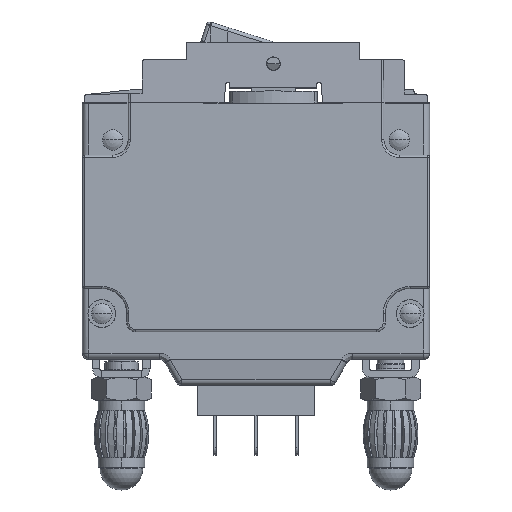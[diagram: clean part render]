
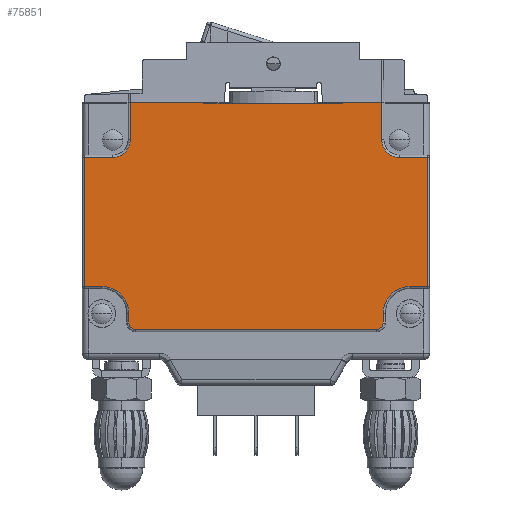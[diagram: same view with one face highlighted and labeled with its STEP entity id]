
A CAD part, top view. The second image highlights one B-rep face of the part: STEP entity #75851.
In plain terms, the highlighted planar face has unit normal (0, 0, 1).
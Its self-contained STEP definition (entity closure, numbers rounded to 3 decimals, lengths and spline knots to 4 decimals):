
#572=DIRECTION('',(-1.,0.,0.));
#573=VECTOR('',#572,0.2806);
#574=CARTESIAN_POINT('',(0.7806,0.1827,0.372));
#575=LINE('',#574,#573);
#576=DIRECTION('',(0.,1.,0.));
#577=VECTOR('',#576,0.2677);
#578=CARTESIAN_POINT('',(0.7806,-0.085,0.372));
#579=LINE('',#578,#577);
#580=CARTESIAN_POINT('',(0.906,-0.085,0.372));
#581=DIRECTION('',(0.,0.,-1.));
#582=DIRECTION('',(0.,-1.,0.));
#583=AXIS2_PLACEMENT_3D('',#580,#581,#582);
#585=DIRECTION('',(-1.,0.,0.));
#586=VECTOR('',#585,0.2023);
#587=CARTESIAN_POINT('',(1.1083,-0.2104,
0.372));
#588=LINE('',#587,#586);
#589=DIRECTION('',(0.,1.,0.));
#590=VECTOR('',#589,0.9293);
#591=CARTESIAN_POINT('',(1.1083,-1.1396,0.372));
#592=LINE('',#591,#590);
#593=DIRECTION('',(1.,0.,0.));
#594=VECTOR('',#593,0.1233);
#595=CARTESIAN_POINT('',(0.985,-1.1396,0.372));
#596=LINE('',#595,#594);
#597=CARTESIAN_POINT('',(0.985,-1.335,0.372));
#598=DIRECTION('',(0.,0.,-1.));
#599=DIRECTION('',(-1.,0.,0.));
#600=AXIS2_PLACEMENT_3D('',#597,#598,#599);
#602=DIRECTION('',(0.,1.,0.));
#603=VECTOR('',#602,0.068);
#604=CARTESIAN_POINT('',(0.7896,-1.403,0.372));
#605=LINE('',#604,#603);
#606=CARTESIAN_POINT('',(0.743,-1.403,0.372));
#607=DIRECTION('',(0.,0.,1.));
#608=DIRECTION('',(0.,-1.,0.));
#609=AXIS2_PLACEMENT_3D('',#606,#607,#608);
#611=DIRECTION('',(1.,0.,0.));
#612=VECTOR('',#611,1.736);
#613=CARTESIAN_POINT('',(-0.993,-1.4496,0.372));
#614=LINE('',#613,#612);
#615=CARTESIAN_POINT('',(-0.993,-1.403,0.372));
#616=DIRECTION('',(0.,0.,1.));
#617=DIRECTION('',(-1.,0.,0.));
#618=AXIS2_PLACEMENT_3D('',#615,#616,#617);
#620=DIRECTION('',(0.,-1.,0.));
#621=VECTOR('',#620,0.068);
#622=CARTESIAN_POINT('',(-1.0396,-1.335,0.372));
#623=LINE('',#622,#621);
#624=CARTESIAN_POINT('',(-1.235,-1.335,0.372));
#625=DIRECTION('',(0.,0.,-1.));
#626=DIRECTION('',(0.,1.,0.));
#627=AXIS2_PLACEMENT_3D('',#624,#625,#626);
#629=DIRECTION('',(1.,0.,0.));
#630=VECTOR('',#629,0.1233);
#631=CARTESIAN_POINT('',(-1.3583,-1.1396,
0.372));
#632=LINE('',#631,#630);
#633=DIRECTION('',(0.,-1.,0.));
#634=VECTOR('',#633,0.9293);
#635=CARTESIAN_POINT('',(-1.3583,-0.2104,
0.372));
#636=LINE('',#635,#634);
#637=DIRECTION('',(-1.,0.,0.));
#638=VECTOR('',#637,0.2023);
#639=CARTESIAN_POINT('',(-1.156,-0.2104,0.372));
#640=LINE('',#639,#638);
#641=CARTESIAN_POINT('',(-1.156,-0.085,0.372));
#642=DIRECTION('',(0.,0.,-1.));
#643=DIRECTION('',(1.,0.,0.));
#644=AXIS2_PLACEMENT_3D('',#641,#642,#643);
#646=DIRECTION('',(0.,-1.,0.));
#647=VECTOR('',#646,0.2677);
#648=CARTESIAN_POINT('',(-1.0306,0.1827,
0.372));
#649=LINE('',#648,#647);
#650=DIRECTION('',(-1.,0.,0.));
#651=VECTOR('',#650,0.5306);
#652=CARTESIAN_POINT('',(-0.5,0.1827,0.372));
#653=LINE('',#652,#651);
#654=DIRECTION('',(0.,-1.,0.));
#655=VECTOR('',#654,0.0037);
#656=CARTESIAN_POINT('',(-0.5,0.1827,0.372));
#657=LINE('',#656,#655);
#658=DIRECTION('',(-1.,0.,0.));
#659=VECTOR('',#658,1.);
#660=CARTESIAN_POINT('',(0.5,0.179,0.372));
#661=LINE('',#660,#659);
#662=DIRECTION('',(0.,-1.,0.));
#663=VECTOR('',#662,0.0037);
#664=CARTESIAN_POINT('',(0.5,0.1827,0.372));
#665=LINE('',#664,#663);
#71031=CARTESIAN_POINT('',(0.906,-0.2104,0.372));
#71032=CARTESIAN_POINT('',(0.7806,-0.085,0.372));
#71033=VERTEX_POINT('',#71031);
#71034=VERTEX_POINT('',#71032);
#71039=CARTESIAN_POINT('',(-1.0306,-0.085,0.372));
#71040=CARTESIAN_POINT('',(-1.156,-0.2104,0.372));
#71041=VERTEX_POINT('',#71039);
#71042=VERTEX_POINT('',#71040);
#71047=CARTESIAN_POINT('',(0.7896,-1.335,0.372));
#71048=CARTESIAN_POINT('',(0.985,-1.1396,0.372));
#71049=VERTEX_POINT('',#71047);
#71050=VERTEX_POINT('',#71048);
#71055=CARTESIAN_POINT('',(0.7896,-1.403,0.372));
#71056=VERTEX_POINT('',#71055);
#71059=CARTESIAN_POINT('',(0.743,-1.4496,0.372));
#71060=VERTEX_POINT('',#71059);
#71063=CARTESIAN_POINT('',(-0.993,-1.4496,0.372));
#71064=VERTEX_POINT('',#71063);
#71067=CARTESIAN_POINT('',(-1.0396,-1.403,0.372));
#71068=VERTEX_POINT('',#71067);
#71071=CARTESIAN_POINT('',(-1.0396,-1.335,0.372));
#71072=VERTEX_POINT('',#71071);
#71075=CARTESIAN_POINT('',(-1.235,-1.1396,0.372));
#71076=VERTEX_POINT('',#71075);
#71553=CARTESIAN_POINT('',(-1.3583,-1.1396,
0.372));
#71554=VERTEX_POINT('',#71553);
#71555=CARTESIAN_POINT('',(-1.3583,-0.2104,
0.372));
#71556=VERTEX_POINT('',#71555);
#71573=CARTESIAN_POINT('',(1.1083,-0.2104,
0.372));
#71574=VERTEX_POINT('',#71573);
#71575=CARTESIAN_POINT('',(1.1083,-1.1396,
0.372));
#71576=VERTEX_POINT('',#71575);
#71649=CARTESIAN_POINT('',(0.5,0.179,0.372));
#71650=CARTESIAN_POINT('',(-0.5,0.179,0.372));
#71651=VERTEX_POINT('',#71649);
#71652=VERTEX_POINT('',#71650);
#73717=CARTESIAN_POINT('',(0.7806,0.1827,0.372));
#73718=CARTESIAN_POINT('',(0.5,0.1827,0.372));
#73719=VERTEX_POINT('',#73717);
#73720=VERTEX_POINT('',#73718);
#73721=CARTESIAN_POINT('',(-0.5,0.1827,0.372));
#73722=CARTESIAN_POINT('',(-1.0306,0.1827,
0.372));
#73723=VERTEX_POINT('',#73721);
#73724=VERTEX_POINT('',#73722);
#75801=CARTESIAN_POINT('',(0.,0.,0.372));
#75802=DIRECTION('',(0.,0.,-1.));
#75803=DIRECTION('',(-1.,0.,0.));
#75804=AXIS2_PLACEMENT_3D('',#75801,#75802,#75803);
#75805=PLANE('',#75804);
#75807=ORIENTED_EDGE('',*,*,#75806,.F.);
#75809=ORIENTED_EDGE('',*,*,#75808,.F.);
#75811=ORIENTED_EDGE('',*,*,#75810,.F.);
#75812=ORIENTED_EDGE('',*,*,#75792,.F.);
#75814=ORIENTED_EDGE('',*,*,#75813,.F.);
#75816=ORIENTED_EDGE('',*,*,#75815,.F.);
#75818=ORIENTED_EDGE('',*,*,#75817,.F.);
#75820=ORIENTED_EDGE('',*,*,#75819,.F.);
#75822=ORIENTED_EDGE('',*,*,#75821,.F.);
#75824=ORIENTED_EDGE('',*,*,#75823,.F.);
#75826=ORIENTED_EDGE('',*,*,#75825,.F.);
#75828=ORIENTED_EDGE('',*,*,#75827,.F.);
#75830=ORIENTED_EDGE('',*,*,#75829,.F.);
#75832=ORIENTED_EDGE('',*,*,#75831,.F.);
#75834=ORIENTED_EDGE('',*,*,#75833,.F.);
#75836=ORIENTED_EDGE('',*,*,#75835,.F.);
#75838=ORIENTED_EDGE('',*,*,#75837,.F.);
#75840=ORIENTED_EDGE('',*,*,#75839,.F.);
#75842=ORIENTED_EDGE('',*,*,#75841,.F.);
#75844=ORIENTED_EDGE('',*,*,#75843,.T.);
#75846=ORIENTED_EDGE('',*,*,#75845,.F.);
#75848=ORIENTED_EDGE('',*,*,#75847,.F.);
#75849=EDGE_LOOP('',(#75807,#75809,#75811,#75812,#75814,#75816,#75818,#75820,
#75822,#75824,#75826,#75828,#75830,#75832,#75834,#75836,#75838,#75840,#75842,
#75844,#75846,#75848));
#75850=FACE_OUTER_BOUND('',#75849,.F.);
#584=CIRCLE('',#583,0.1254);
#601=CIRCLE('',#600,0.1954);
#610=CIRCLE('',#609,0.0466);
#619=CIRCLE('',#618,0.0466);
#628=CIRCLE('',#627,0.1954);
#645=CIRCLE('',#644,0.1254);
#75792=EDGE_CURVE('',#71574,#71033,#588,.T.);
#75806=EDGE_CURVE('',#73719,#73720,#575,.T.);
#75808=EDGE_CURVE('',#71034,#73719,#579,.T.);
#75810=EDGE_CURVE('',#71033,#71034,#584,.T.);
#75813=EDGE_CURVE('',#71576,#71574,#592,.T.);
#75815=EDGE_CURVE('',#71050,#71576,#596,.T.);
#75817=EDGE_CURVE('',#71049,#71050,#601,.T.);
#75819=EDGE_CURVE('',#71056,#71049,#605,.T.);
#75821=EDGE_CURVE('',#71060,#71056,#610,.T.);
#75823=EDGE_CURVE('',#71064,#71060,#614,.T.);
#75825=EDGE_CURVE('',#71068,#71064,#619,.T.);
#75827=EDGE_CURVE('',#71072,#71068,#623,.T.);
#75829=EDGE_CURVE('',#71076,#71072,#628,.T.);
#75831=EDGE_CURVE('',#71554,#71076,#632,.T.);
#75833=EDGE_CURVE('',#71556,#71554,#636,.T.);
#75835=EDGE_CURVE('',#71042,#71556,#640,.T.);
#75837=EDGE_CURVE('',#71041,#71042,#645,.T.);
#75839=EDGE_CURVE('',#73724,#71041,#649,.T.);
#75841=EDGE_CURVE('',#73723,#73724,#653,.T.);
#75843=EDGE_CURVE('',#73723,#71652,#657,.T.);
#75845=EDGE_CURVE('',#71651,#71652,#661,.T.);
#75847=EDGE_CURVE('',#73720,#71651,#665,.T.);
#75851=ADVANCED_FACE('',(#75850),#75805,.F.);
